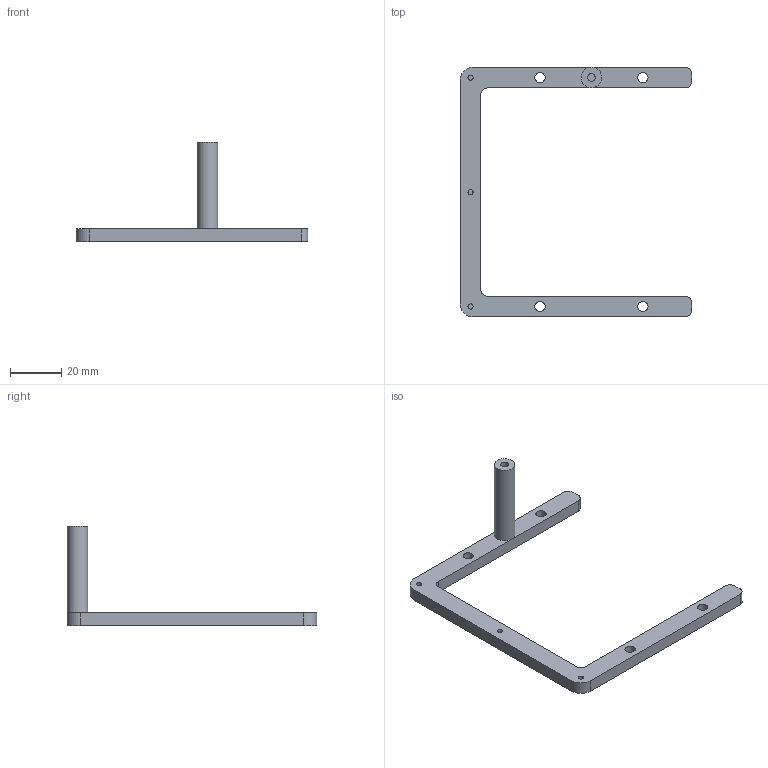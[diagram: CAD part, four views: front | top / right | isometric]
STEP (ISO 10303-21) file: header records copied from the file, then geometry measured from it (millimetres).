
FILE_DESCRIPTION(('HOOPS Exchange Step'),'2;1');
FILE_NAME('CoperBus1.STP','2023-10-06T13:29:29+03:00',('RBI'),('None'),'HOOPS Exchange 2022.2','SOLIDWORKS MBD','None');
FILE_SCHEMA( ('AP242_MANAGED_MODEL_BASED_3D_ENGINEERING_MIM_LF {1 0 10303 442 1 1 4 }') );
Length unit declared in the file: inch
Products named in the file (3): Bus1_part-1; Bus1-1; Default
Assembly tree (2 placements, depth 2):
  Default
    Bus1_part-1
    Bus1-1
Bounding box: 90 x 97 x 38.5 mm (x, y, z)
Volume: 11706.5 mm3; surface area: 8130.1 mm2
Topology: 2 solids, 2 shells, 36 faces, 89 edges, 62 vertices
Faces by surface type: cylinder 19, plane 17
Full cylindrical faces by diameter (mm): 2 x3, 3 x1, 4 x6, 8 x1
Entity records: 1234 total; most frequent: DIRECTION 223, CARTESIAN_POINT 196, ORIENTED_EDGE 178, AXIS2_PLACEMENT_3D 90, EDGE_CURVE 89, VERTEX_POINT 62, EDGE_LOOP 51, FACE_BOUND 51
